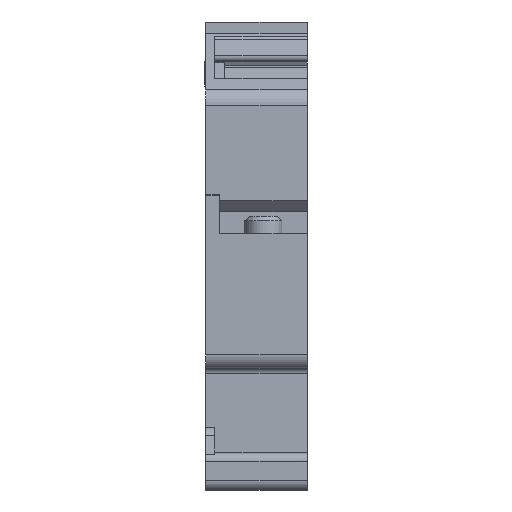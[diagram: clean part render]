
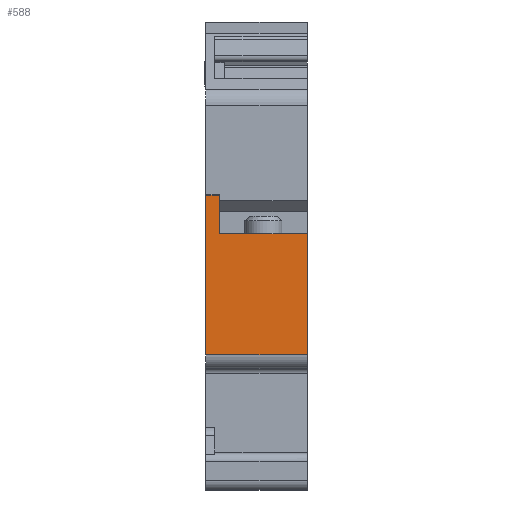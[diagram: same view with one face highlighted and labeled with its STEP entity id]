
A CAD part, left-side view. The second image highlights one B-rep face of the part: STEP entity #588.
In plain terms, the highlighted planar face has unit normal (-1, 0, 0).
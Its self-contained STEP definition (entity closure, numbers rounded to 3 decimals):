
#588 = ADVANCED_FACE( '', ( #1413 ), #1414, .T. );
#1413 = FACE_OUTER_BOUND( '', #2478, .T. );
#1414 = PLANE( '', #2479 );
#2478 = EDGE_LOOP( '', ( #4424, #4425, #4426, #4427, #4428, #4429, #4430 ) );
#2479 = AXIS2_PLACEMENT_3D( '', #4431, #4432, #4433 );
#4424 = ORIENTED_EDGE( '', *, *, #6599, .F. );
#4425 = ORIENTED_EDGE( '', *, *, #7286, .F. );
#4426 = ORIENTED_EDGE( '', *, *, #7095, .T. );
#4427 = ORIENTED_EDGE( '', *, *, #7056, .T. );
#4428 = ORIENTED_EDGE( '', *, *, #7287, .F. );
#4429 = ORIENTED_EDGE( '', *, *, #7146, .T. );
#4430 = ORIENTED_EDGE( '', *, *, #7288, .T. );
#4431 = CARTESIAN_POINT( '', ( -43.047, 11., -10.7 ) );
#4432 = DIRECTION( '', ( -1., 0., 0. ) );
#4433 = DIRECTION( '', ( 0., 0., 1. ) );
#6599 = EDGE_CURVE( '', #7979, #7981, #7982, .T. );
#7056 = EDGE_CURVE( '', #8500, #8776, #8777, .T. );
#7095 = EDGE_CURVE( '', #8835, #8500, #8836, .T. );
#7146 = EDGE_CURVE( '', #8916, #8914, #8917, .T. );
#7286 = EDGE_CURVE( '', #8835, #7979, #9143, .T. );
#7287 = EDGE_CURVE( '', #8916, #8776, #9144, .T. );
#7288 = EDGE_CURVE( '', #8914, #7981, #9145, .T. );
#7979 = VERTEX_POINT( '', #9995 );
#7981 = VERTEX_POINT( '', #9998 );
#7982 = LINE( '', #9999, #10000 );
#8500 = VERTEX_POINT( '', #10684 );
#8776 = VERTEX_POINT( '', #11052 );
#8777 = LINE( '', #11053, #11054 );
#8835 = VERTEX_POINT( '', #11131 );
#8836 = LINE( '', #11132, #11133 );
#8914 = VERTEX_POINT( '', #11240 );
#8916 = VERTEX_POINT( '', #11242 );
#8917 = LINE( '', #11243, #11244 );
#9143 = LINE( '', #11545, #11546 );
#9144 = LINE( '', #11547, #11548 );
#9145 = LINE( '', #11549, #11550 );
#9995 = CARTESIAN_POINT( '', ( -43.047, 0., 2.379 ) );
#9998 = CARTESIAN_POINT( '', ( -43.047, 0., -10.7 ) );
#9999 = CARTESIAN_POINT( '', ( -43.047, 0., -10.7 ) );
#10000 = VECTOR( '', #12597, 1000. );
#10684 = CARTESIAN_POINT( '', ( -43.047, 9.5, 5.987 ) );
#11052 = CARTESIAN_POINT( '', ( -43.047, 9.5, 6.543 ) );
#11053 = CARTESIAN_POINT( '', ( -43.047, 9.5, -10.7 ) );
#11054 = VECTOR( '', #13252, 1000. );
#11131 = CARTESIAN_POINT( '', ( -43.047, 9.5, 2.379 ) );
#11132 = CARTESIAN_POINT( '', ( -43.047, 9.5, 6.766 ) );
#11133 = VECTOR( '', #13299, 1000. );
#11240 = CARTESIAN_POINT( '', ( -43.047, 11., -10.7 ) );
#11242 = CARTESIAN_POINT( '', ( -43.047, 11., 6.543 ) );
#11243 = CARTESIAN_POINT( '', ( -43.047, 11., 6.273 ) );
#11244 = VECTOR( '', #13365, 1000. );
#11545 = CARTESIAN_POINT( '', ( -43.047, 9.5, 2.379 ) );
#11546 = VECTOR( '', #13591, 1000. );
#11547 = CARTESIAN_POINT( '', ( -43.047, 11., 6.543 ) );
#11548 = VECTOR( '', #13592, 1000. );
#11549 = CARTESIAN_POINT( '', ( -43.047, 11., -10.7 ) );
#11550 = VECTOR( '', #13593, 1000. );
#12597 = DIRECTION( '', ( 0., 0., -1. ) );
#13252 = DIRECTION( '', ( 0., 0., 1. ) );
#13299 = DIRECTION( '', ( 0., 0., 1. ) );
#13365 = DIRECTION( '', ( 0., 0., -1. ) );
#13591 = DIRECTION( '', ( 0., -1., 0. ) );
#13592 = DIRECTION( '', ( 0., -1., 0. ) );
#13593 = DIRECTION( '', ( 0., -1., 0. ) );
